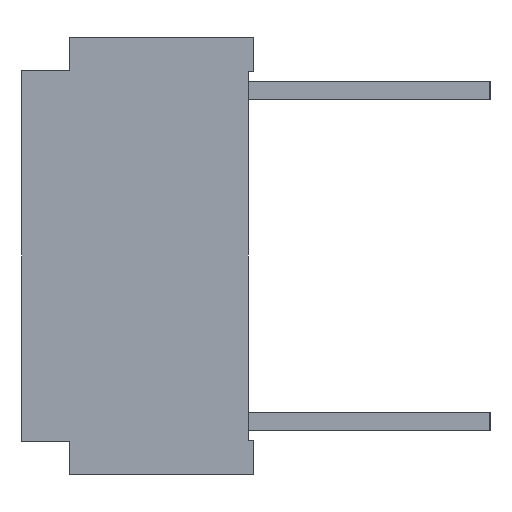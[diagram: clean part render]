
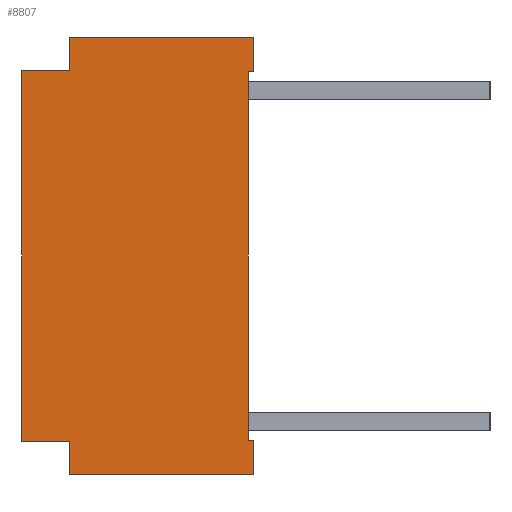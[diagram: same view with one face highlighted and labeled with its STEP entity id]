
A CAD part, left-side view. The second image highlights one B-rep face of the part: STEP entity #8807.
In plain terms, the highlighted planar face has unit normal (-1, 0, 0).
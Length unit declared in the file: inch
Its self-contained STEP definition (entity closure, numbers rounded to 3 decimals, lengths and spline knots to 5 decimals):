
#141=ORIENTED_EDGE('',*,*,#2697,.T.);
#142=ORIENTED_EDGE('',*,*,#2698,.T.);
#143=ORIENTED_EDGE('',*,*,#2699,.F.);
#144=ORIENTED_EDGE('',*,*,#2700,.T.);
#145=ORIENTED_EDGE('',*,*,#2701,.T.);
#146=ORIENTED_EDGE('',*,*,#2702,.T.);
#147=ORIENTED_EDGE('',*,*,#2703,.T.);
#148=ORIENTED_EDGE('',*,*,#2704,.T.);
#149=ORIENTED_EDGE('',*,*,#2653,.T.);
#150=ORIENTED_EDGE('',*,*,#2705,.T.);
#151=ORIENTED_EDGE('',*,*,#2706,.T.);
#152=ORIENTED_EDGE('',*,*,#2707,.F.);
#2653=EDGE_CURVE('',#3931,#3932,#4789,.T.);
#2697=EDGE_CURVE('',#3975,#3976,#4833,.T.);
#2698=EDGE_CURVE('',#3976,#3977,#4834,.T.);
#2699=EDGE_CURVE('',#3978,#3977,#4835,.T.);
#2700=EDGE_CURVE('',#3978,#3979,#4836,.T.);
#2701=EDGE_CURVE('',#3979,#3980,#4837,.T.);
#2702=EDGE_CURVE('',#3980,#3981,#4838,.T.);
#2703=EDGE_CURVE('',#3981,#3982,#4839,.T.);
#2704=EDGE_CURVE('',#3982,#3931,#4840,.T.);
#2705=EDGE_CURVE('',#3932,#3983,#4841,.T.);
#2706=EDGE_CURVE('',#3983,#3984,#4842,.T.);
#2707=EDGE_CURVE('',#3975,#3984,#4843,.T.);
#3931=VERTEX_POINT('',#12086);
#3932=VERTEX_POINT('',#12087);
#3975=VERTEX_POINT('',#12175);
#3976=VERTEX_POINT('',#12176);
#3977=VERTEX_POINT('',#12178);
#3978=VERTEX_POINT('',#12180);
#3979=VERTEX_POINT('',#12182);
#3980=VERTEX_POINT('',#12184);
#3981=VERTEX_POINT('',#12186);
#3982=VERTEX_POINT('',#12188);
#3983=VERTEX_POINT('',#12191);
#3984=VERTEX_POINT('',#12193);
#4789=LINE('',#12085,#6049);
#4833=LINE('',#12174,#6093);
#4834=LINE('',#12177,#6094);
#4835=LINE('',#12179,#6095);
#4836=LINE('',#12181,#6096);
#4837=LINE('',#12183,#6097);
#4838=LINE('',#12185,#6098);
#4839=LINE('',#12187,#6099);
#4840=LINE('',#12189,#6100);
#4841=LINE('',#12190,#6101);
#4842=LINE('',#12192,#6102);
#4843=LINE('',#12194,#6103);
#6049=VECTOR('',#9821,39.37008);
#6093=VECTOR('',#9867,39.37008);
#6094=VECTOR('',#9868,39.37008);
#6095=VECTOR('',#9869,39.37008);
#6096=VECTOR('',#9870,39.37008);
#6097=VECTOR('',#9871,39.37008);
#6098=VECTOR('',#9872,39.37008);
#6099=VECTOR('',#9873,39.37008);
#6100=VECTOR('',#9874,39.37008);
#6101=VECTOR('',#9875,39.37008);
#6102=VECTOR('',#9876,39.37008);
#6103=VECTOR('',#9877,39.37008);
#7290=EDGE_LOOP('',(#141,#142,#143,#144,#145,#146,#147,#148,#149,#150,#151,
#152));
#7832=FACE_BOUND('',#7290,.T.);
#8354=PLANE('',#9296);
#8807=ADVANCED_FACE('',(#7832),#8354,.F.);
#9296=AXIS2_PLACEMENT_3D('',#12173,#9865,#9866);
#9821=DIRECTION('',(0.,0.,1.));
#9865=DIRECTION('',(1.,0.,0.));
#9866=DIRECTION('',(0.,0.,-1.));
#9867=DIRECTION('',(0.,0.,-1.));
#9868=DIRECTION('',(0.,1.,0.));
#9869=DIRECTION('',(0.,0.,1.));
#9870=DIRECTION('',(0.,-1.,0.));
#9871=DIRECTION('',(0.,0.,-1.));
#9872=DIRECTION('',(0.,-1.,0.));
#9873=DIRECTION('',(0.,0.,1.));
#9874=DIRECTION('',(0.,1.,0.));
#9875=DIRECTION('',(0.,-1.,0.));
#9876=DIRECTION('',(0.,0.,1.));
#9877=DIRECTION('',(0.,-1.,0.));
#12085=CARTESIAN_POINT('',(0.,0.002,-0.06635));
#12086=CARTESIAN_POINT('',(0.,0.002,-0.06635));
#12087=CARTESIAN_POINT('',(0.,0.002,0.06635));
#12173=CARTESIAN_POINT('',(0.,0.0835,-0.07875));
#12174=CARTESIAN_POINT('',(0.,0.0665,0.11675));
#12175=CARTESIAN_POINT('',(0.,0.0665,0.07875));
#12176=CARTESIAN_POINT('',(0.,0.0665,0.06675));
#12177=CARTESIAN_POINT('',(0.,0.0665,0.06675));
#12178=CARTESIAN_POINT('',(0.,0.0835,0.06675));
#12179=CARTESIAN_POINT('',(0.,0.0835,-0.07875));
#12180=CARTESIAN_POINT('',(0.,0.0835,-0.06675));
#12181=CARTESIAN_POINT('',(0.,0.0835,-0.06675));
#12182=CARTESIAN_POINT('',(0.,0.0665,-0.06675));
#12183=CARTESIAN_POINT('',(0.,0.0665,-0.06675));
#12184=CARTESIAN_POINT('',(0.,0.0665,-0.07875));
#12185=CARTESIAN_POINT('',(0.,0.0835,-0.07875));
#12186=CARTESIAN_POINT('',(0.,0.,-0.07875));
#12187=CARTESIAN_POINT('',(0.,0.,-0.07875));
#12188=CARTESIAN_POINT('',(0.,0.,-0.06635));
#12189=CARTESIAN_POINT('',(0.,0.,-0.06635));
#12190=CARTESIAN_POINT('',(0.,0.002,0.06635));
#12191=CARTESIAN_POINT('',(0.,0.,0.06635));
#12192=CARTESIAN_POINT('',(0.,0.,-0.07875));
#12193=CARTESIAN_POINT('',(0.,0.,0.07875));
#12194=CARTESIAN_POINT('',(0.,0.0835,0.07875));
